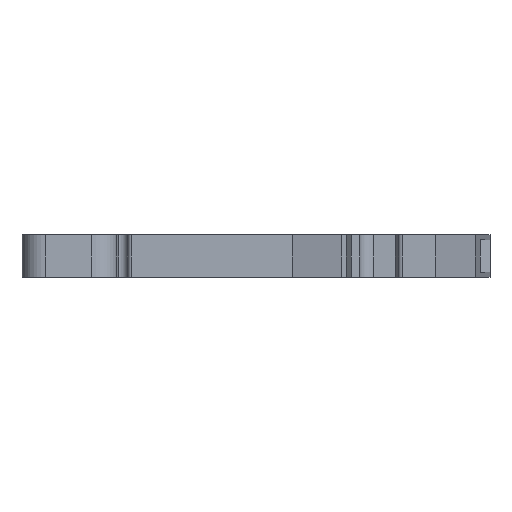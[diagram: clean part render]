
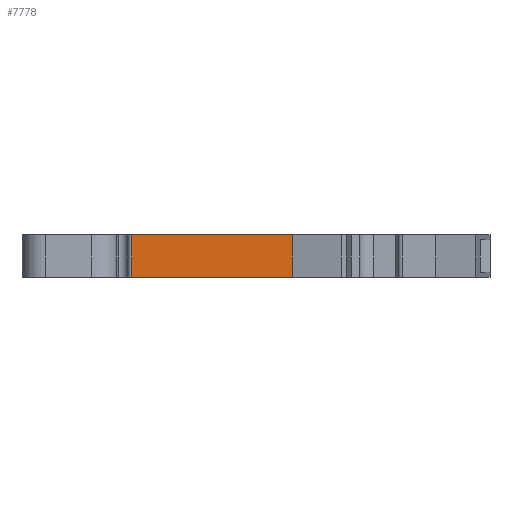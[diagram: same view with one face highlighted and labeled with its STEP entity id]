
A CAD part, front view. The second image highlights one B-rep face of the part: STEP entity #7778.
In plain terms, the highlighted planar face has unit normal (0, -1, 0).
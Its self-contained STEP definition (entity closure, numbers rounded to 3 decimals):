
#603 = VERTEX_POINT ( 'NONE', #6082 ) ;
#669 = CARTESIAN_POINT ( 'NONE',  ( 0., 0., 2.5 ) ) ;
#1616 = CARTESIAN_POINT ( 'NONE',  ( -15.1, 0., 2.5 ) ) ;
#2007 = DIRECTION ( 'NONE',  ( -1., 0., 0. ) ) ;
#2055 = ORIENTED_EDGE ( 'NONE', *, *, #2844, .T. ) ;
#2080 = VECTOR ( 'NONE', #4962, 1000. ) ;
#2380 = VECTOR ( 'NONE', #3776, 1000. ) ;
#2484 = CARTESIAN_POINT ( 'NONE',  ( 0., 0., 2.5 ) ) ;
#2844 = EDGE_CURVE ( 'NONE', #603, #14959, #12257, .T. ) ;
#2870 = EDGE_CURVE ( 'NONE', #16112, #14959, #10458, .T. ) ;
#3527 = EDGE_CURVE ( 'NONE', #603, #11582, #8182, .T. ) ;
#3776 = DIRECTION ( 'NONE',  ( 1., 0., 0. ) ) ;
#3914 = ORIENTED_EDGE ( 'NONE', *, *, #2870, .F. ) ;
#4456 = DIRECTION ( 'NONE',  ( 0., 0., -1. ) ) ;
#4853 = CARTESIAN_POINT ( 'NONE',  ( 0., 0., -2.5 ) ) ;
#4890 = CARTESIAN_POINT ( 'NONE',  ( 4., 0., -12.304 ) ) ;
#4962 = DIRECTION ( 'NONE',  ( 1., 0., 0. ) ) ;
#6082 = CARTESIAN_POINT ( 'NONE',  ( -15.1, 0., -2.5 ) ) ;
#6174 = AXIS2_PLACEMENT_3D ( 'NONE', #669, #9508, #2007 ) ;
#7039 = ORIENTED_EDGE ( 'NONE', *, *, #3527, .F. ) ;
#7177 = VECTOR ( 'NONE', #11676, 1000. ) ;
#7778 = ADVANCED_FACE ( 'NONE', ( #8736 ), #11945, .F. ) ;
#8182 = LINE ( 'NONE', #12269, #7177 ) ;
#8674 = EDGE_CURVE ( 'NONE', #11582, #16112, #10474, .T. ) ;
#8736 = FACE_OUTER_BOUND ( 'NONE', #10616, .T. ) ;
#9508 = DIRECTION ( 'NONE',  ( 0., 1., 0. ) ) ;
#10213 = ORIENTED_EDGE ( 'NONE', *, *, #8674, .F. ) ;
#10458 = LINE ( 'NONE', #4890, #10461 ) ;
#10461 = VECTOR ( 'NONE', #4456, 1000. ) ;
#10474 = LINE ( 'NONE', #2484, #2380 ) ;
#10616 = EDGE_LOOP ( 'NONE', ( #2055, #3914, #10213, #7039 ) ) ;
#11056 = CARTESIAN_POINT ( 'NONE',  ( 4., 0., 2.5 ) ) ;
#11582 = VERTEX_POINT ( 'NONE', #1616 ) ;
#11676 = DIRECTION ( 'NONE',  ( 0., 0., 1. ) ) ;
#11945 = PLANE ( 'NONE',  #6174 ) ;
#12257 = LINE ( 'NONE', #4853, #2080 ) ;
#12269 = CARTESIAN_POINT ( 'NONE',  ( -15.1, 0., 2.5 ) ) ;
#13506 = CARTESIAN_POINT ( 'NONE',  ( 4., 0., -2.5 ) ) ;
#14959 = VERTEX_POINT ( 'NONE', #13506 ) ;
#16112 = VERTEX_POINT ( 'NONE', #11056 ) ;
